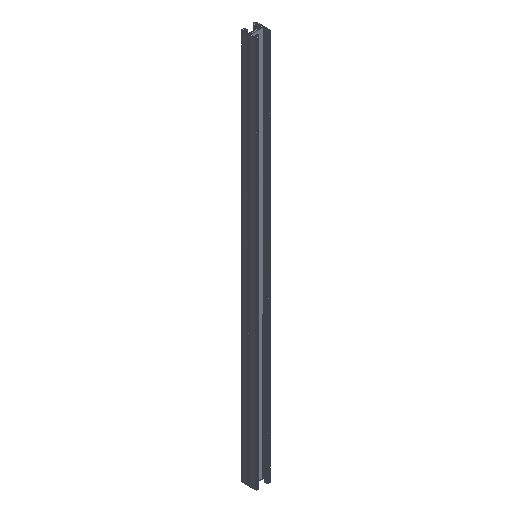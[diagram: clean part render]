
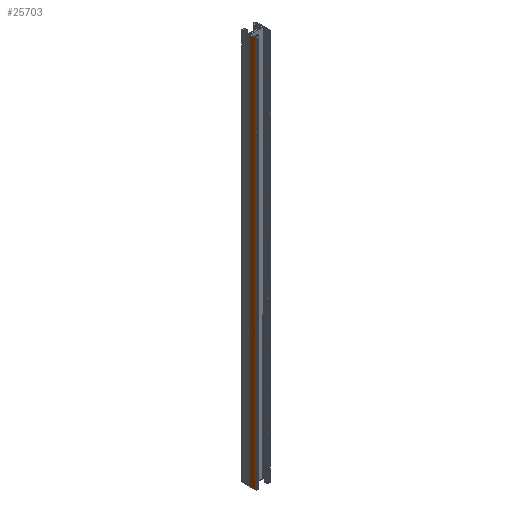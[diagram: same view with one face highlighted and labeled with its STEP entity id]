
A CAD part, isometric view. The second image highlights one B-rep face of the part: STEP entity #25703.
In plain terms, the highlighted face is planar.
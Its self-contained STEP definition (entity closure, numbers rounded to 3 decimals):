
#367 = DIRECTION ( 'NONE',  ( 0., 0., 1. ) ) ;
#767 = LINE ( 'NONE', #55954, #50840 ) ;
#1469 = CARTESIAN_POINT ( 'NONE',  ( 20.5, 3., 0. ) ) ;
#3065 = CARTESIAN_POINT ( 'NONE',  ( 20.5, 18., -1100. ) ) ;
#6502 = CARTESIAN_POINT ( 'NONE',  ( 20.5, 0., -1100. ) ) ;
#6624 = LINE ( 'NONE', #44331, #37518 ) ;
#10533 = VECTOR ( 'NONE', #41601, 1000. ) ;
#12300 = DIRECTION ( 'NONE',  ( 0., 1., 0. ) ) ;
#13596 = CARTESIAN_POINT ( 'NONE',  ( 20.5, 18., -550. ) ) ;
#19361 = EDGE_CURVE ( 'NONE', #48983, #41923, #53237, .T. ) ;
#22191 = LINE ( 'NONE', #6502, #10533 ) ;
#22903 = ORIENTED_EDGE ( 'NONE', *, *, #19361, .T. ) ;
#24889 = VERTEX_POINT ( 'NONE', #42737 ) ;
#25703 = ADVANCED_FACE ( 'NONE', ( #46763 ), #40952, .F. ) ;
#28834 = ORIENTED_EDGE ( 'NONE', *, *, #33944, .F. ) ;
#29347 = ORIENTED_EDGE ( 'NONE', *, *, #32280, .T. ) ;
#31093 = DIRECTION ( 'NONE',  ( 0., 0., 1. ) ) ;
#32280 = EDGE_CURVE ( 'NONE', #24889, #48983, #22191, .T. ) ;
#33944 = EDGE_CURVE ( 'NONE', #39699, #41923, #767, .T. ) ;
#35181 = CARTESIAN_POINT ( 'NONE',  ( 20.5, 18., 0. ) ) ;
#36359 = CARTESIAN_POINT ( 'NONE',  ( 20.5, 0., -550. ) ) ;
#37518 = VECTOR ( 'NONE', #31093, 1000. ) ;
#39699 = VERTEX_POINT ( 'NONE', #1469 ) ;
#40694 = EDGE_LOOP ( 'NONE', ( #28834, #55837, #29347, #22903 ) ) ;
#40952 = PLANE ( 'NONE',  #50107 ) ;
#41601 = DIRECTION ( 'NONE',  ( 0., 1., 0. ) ) ;
#41923 = VERTEX_POINT ( 'NONE', #35181 ) ;
#42258 = VECTOR ( 'NONE', #367, 1000. ) ;
#42737 = CARTESIAN_POINT ( 'NONE',  ( 20.5, 3., -1100. ) ) ;
#44331 = CARTESIAN_POINT ( 'NONE',  ( 20.5, 3., -550. ) ) ;
#45948 = DIRECTION ( 'NONE',  ( -1., 0., 0. ) ) ;
#46763 = FACE_OUTER_BOUND ( 'NONE', #40694, .T. ) ;
#46898 = EDGE_CURVE ( 'NONE', #24889, #39699, #6624, .T. ) ;
#48983 = VERTEX_POINT ( 'NONE', #3065 ) ;
#50107 = AXIS2_PLACEMENT_3D ( 'NONE', #36359, #45948, #54320 ) ;
#50840 = VECTOR ( 'NONE', #12300, 1000. ) ;
#53237 = LINE ( 'NONE', #13596, #42258 ) ;
#54320 = DIRECTION ( 'NONE',  ( 0., 0., -1. ) ) ;
#55837 = ORIENTED_EDGE ( 'NONE', *, *, #46898, .F. ) ;
#55954 = CARTESIAN_POINT ( 'NONE',  ( 20.5, 0., 0. ) ) ;
